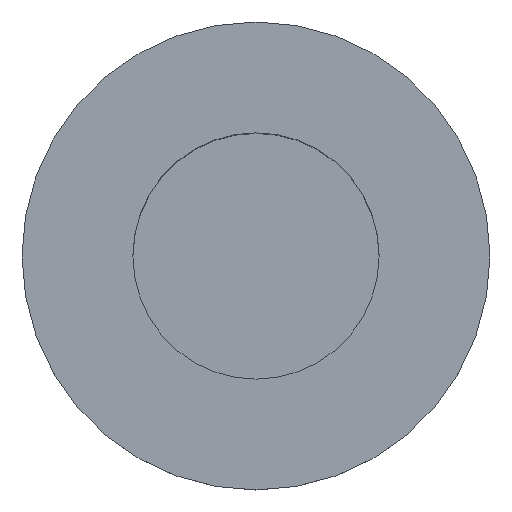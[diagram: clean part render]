
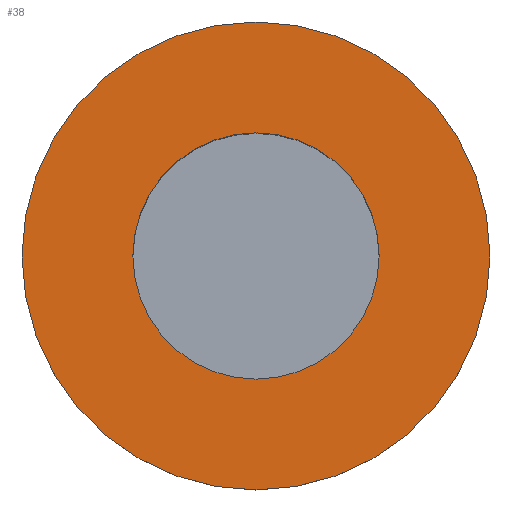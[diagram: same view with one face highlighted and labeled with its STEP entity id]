
A CAD part, top view. The second image highlights one B-rep face of the part: STEP entity #38.
In plain terms, the highlighted planar face has unit normal (0, 0, 1).
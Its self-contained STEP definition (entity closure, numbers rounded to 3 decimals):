
#38 = ADVANCED_FACE( '', ( #76, #77 ), #78, .F. );
#76 = FACE_BOUND( '', #113, .T. );
#77 = FACE_OUTER_BOUND( '', #114, .T. );
#78 = PLANE( '', #115 );
#113 = EDGE_LOOP( '', ( #150 ) );
#114 = EDGE_LOOP( '', ( #151 ) );
#115 = AXIS2_PLACEMENT_3D( '', #152, #153, #154 );
#150 = ORIENTED_EDGE( '', *, *, #184, .T. );
#151 = ORIENTED_EDGE( '', *, *, #186, .T. );
#152 = CARTESIAN_POINT( '', ( 4.75, 0., 7. ) );
#153 = DIRECTION( '', ( 0., 0., -1. ) );
#154 = DIRECTION( '', ( -1., 0., 0. ) );
#184 = EDGE_CURVE( '', #202, #202, #203, .T. );
#186 = EDGE_CURVE( '', #205, #205, #206, .T. );
#202 = VERTEX_POINT( '', #224 );
#203 = CIRCLE( '', #225, 2.5 );
#205 = VERTEX_POINT( '', #227 );
#206 = CIRCLE( '', #228, 4.75 );
#224 = CARTESIAN_POINT( '', ( 0., -2.5, 7. ) );
#225 = AXIS2_PLACEMENT_3D( '', #246, #247, #248 );
#227 = CARTESIAN_POINT( '', ( 4.75, 0., 7. ) );
#228 = AXIS2_PLACEMENT_3D( '', #249, #250, #251 );
#246 = CARTESIAN_POINT( '', ( 0., 0., 7. ) );
#247 = DIRECTION( '', ( 0., 0., -1. ) );
#248 = DIRECTION( '', ( 0., -1., 0. ) );
#249 = CARTESIAN_POINT( '', ( 0., 0., 7. ) );
#250 = DIRECTION( '', ( 0., 0., 1. ) );
#251 = DIRECTION( '', ( 1., 0., 0. ) );
